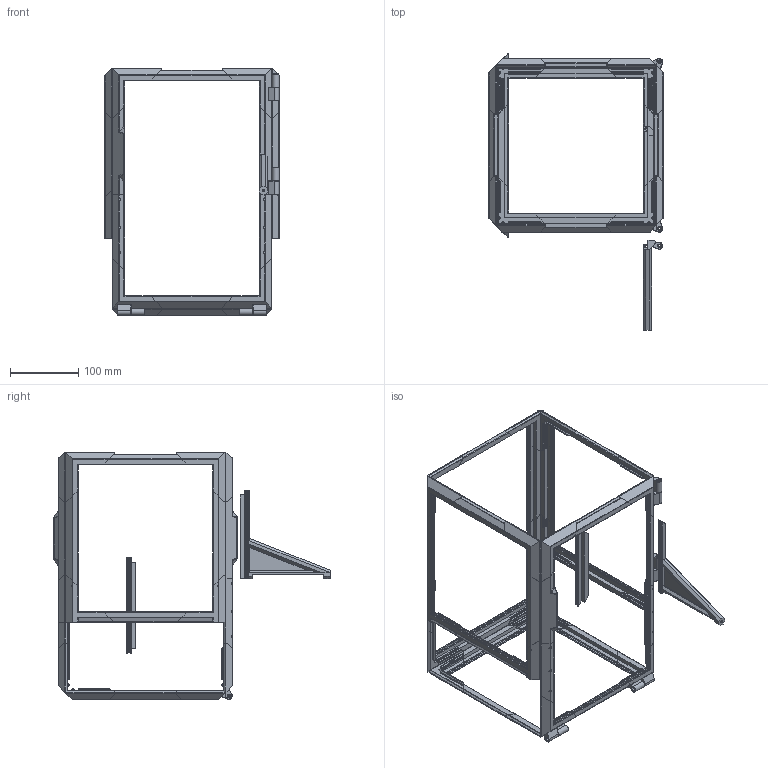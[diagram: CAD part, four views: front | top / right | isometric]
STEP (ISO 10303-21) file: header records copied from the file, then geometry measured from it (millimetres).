
FILE_DESCRIPTION(('FreeCAD Model'),'2;1');
FILE_NAME('Open CASCADE Shape Model','2023-12-28T15:59:43',(''),(''), 'Open CASCADE STEP processor 7.5','FreeCAD','Unknown');
FILE_SCHEMA(('AUTOMOTIVE_DESIGN { 1 0 10303 214 1 1 1 1 }'));
Length unit declared in the file: millimetre
Products named in the file (59): Doomify-Zero-Panels; ZPDP-Door; zpdp-door-right-upper; zpdp-door-left-upper; zpdp-door-display-middle; zpdp-door-left; zpdp-door-right; zpdp-door-corner-DL; zpdp-door-hinge-lower; zpdp-door-handle; ZPDP-Right-Side; zpdp-right-side-corner-UL; zpdp-right-side-down; zpdp-right-corner-UR; zpdp-right-side-top; zpdp-right-side-corner-DL; rohling-straight-flat-door; zpdp-right-side-vert-1; zpdp-right-side-right; zpdp-right-corner-DR; ZPDP-Left-Side; zpdp-left-side-down; zpdp-left-corner-UR; zpdp-left-side-top; zpdp-left-side-vert-2; zpdp-left-side-corner-UL; zpdp-left-side-vert-1; zpdp-left-corner-DR; zpdp-left-side-corner-DL; ZPDP-Tophat-Top; zpdp-tophat-top-corner-UR; zpdp-tophat-top-corner-UL; zpdp-tophat-top-corner-DR-flat; zpdp-tophat-top-corner-DL-flat; zpdp-tophat-top-staight-flat004; zpdp-tophat-top-corner-DL-clamp; zpdp-tophat-top-corner-DR-clamp; zpdp-tophat-top-staight-flat001; zpdp-tophat-top-staight-flat003; zpdp-tophat-top-staight-flat002 ...
Assembly tree (58 placements, depth 3):
  Doomify-Zero-Panels
    ZPDP-Door
      zpdp-door-right-upper
      zpdp-door-left-upper
      zpdp-door-display-middle
      zpdp-door-left
      zpdp-door-right
      zpdp-door-corner-DL
      zpdp-door-hinge-lower
      zpdp-door-handle
    ZPDP-Right-Side
      zpdp-right-side-corner-UL
      zpdp-right-side-down
      zpdp-right-corner-UR
      zpdp-right-side-top
      zpdp-right-side-corner-DL
      rohling-straight-flat-door
      zpdp-right-side-vert-1
      zpdp-right-side-right
      zpdp-right-corner-DR
    ZPDP-Left-Side
      zpdp-left-side-down
      zpdp-left-corner-UR
      zpdp-left-side-top
      zpdp-left-side-vert-2
      zpdp-left-side-corner-UL
      zpdp-left-side-vert-1
      zpdp-left-corner-DR
      zpdp-left-side-corner-DL
    ZPDP-Tophat-Top
      zpdp-tophat-top-corner-UR
      zpdp-tophat-top-corner-UL
      zpdp-tophat-top-corner-DR-flat
      zpdp-tophat-top-corner-DL-flat
      zpdp-tophat-top-staight-flat004
      zpdp-tophat-top-corner-DL-clamp
      zpdp-tophat-top-corner-DR-clamp
      zpdp-tophat-top-staight-flat001
      zpdp-tophat-top-staight-flat003
      zpdp-tophat-top-staight-flat002
    ZPDP-Tophat-side
      zpdp-tophat-front-corner-UR
      zpdp-tophat-front-corner-UL
      zpdp-tophat-side-100mm-vert-1
      zpdp-tophat-side-horizontal
      zpdp-tophat-side-100mm-vert-2
    ZPDP-Tophat-Back
      zpdp-tophat-back-corner-L
      zpdp-tophat-back-corner-R
      zpdp-tophat-back-straight
      zpdp-tophat-back-side-L
      zpdp-tophat-back-side-R
    ZPDP-electronics-bay
      zpdp-electronics-bay-corner-DR
      zpdp-electronics-DM
      zpdp-electronics-bay-straight-handle
      zpdp-electronics-bay-corner-DL
      zpdp-electronics-bay-straight-hinge
      zpdp-electronics-bay-straight-hinge-with-holder
Bounding box: 255.8 x 406.61 x 363.17 mm (x, y, z)
Volume: 760101.3 mm3; surface area: 455933.9 mm2
Topology: 51 solids, 51 shells, 2641 faces, 7140 edges, 4584 vertices
Faces by surface type: plane 1892, cylinder 671, torus 52, bspline 18, sphere 8
Full cylindrical faces by diameter (mm): 1.5 x6, 3.2 x13, 3.4 x6, 4.6 x13, 6 x7
Entity records: 84716 total; most frequent: CARTESIAN_POINT 15962, ORIENTED_EDGE 14264, DIRECTION 13687, EDGE_CURVE 7132, LINE 5699, VECTOR 5699, VERTEX_POINT 4584, AXIS2_PLACEMENT_3D 3994
